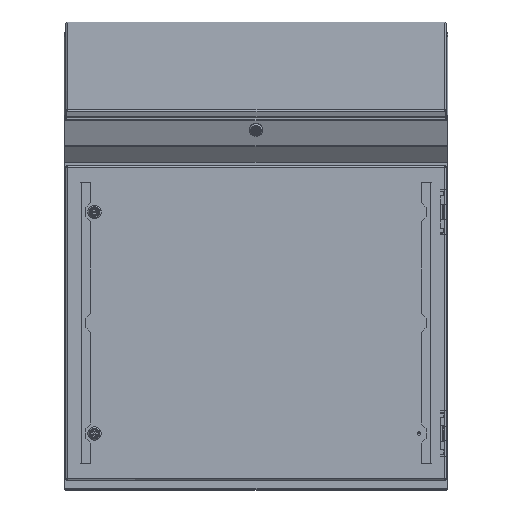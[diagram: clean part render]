
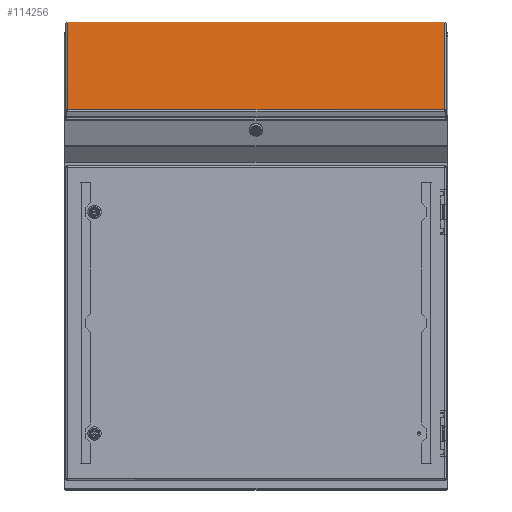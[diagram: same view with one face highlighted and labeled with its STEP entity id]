
A CAD part, top view. The second image highlights one B-rep face of the part: STEP entity #114256.
In plain terms, the highlighted face is planar.
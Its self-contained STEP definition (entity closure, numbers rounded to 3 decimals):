
#1270 = LINE ( 'NONE', #95159, #8404 ) ;
#3730 = AXIS2_PLACEMENT_3D ( 'NONE', #40818, #5904, #88191 ) ;
#5056 = CARTESIAN_POINT ( 'NONE',  ( 393., 0., -255.5 ) ) ;
#5416 = VERTEX_POINT ( 'NONE', #111262 ) ;
#5904 = DIRECTION ( 'NONE',  ( 0., -1., 0. ) ) ;
#6016 = DIRECTION ( 'NONE',  ( 1., 0., 0. ) ) ;
#6827 = LINE ( 'NONE', #81709, #104929 ) ;
#8404 = VECTOR ( 'NONE', #67711, 1000. ) ;
#22210 = VECTOR ( 'NONE', #85098, 1000. ) ;
#23849 = CARTESIAN_POINT ( 'NONE',  ( -394.646, 0., 255.5 ) ) ;
#34729 = FACE_OUTER_BOUND ( 'NONE', #76122, .T. ) ;
#40185 = ORIENTED_EDGE ( 'NONE', *, *, #104156, .T. ) ;
#40818 = CARTESIAN_POINT ( 'NONE',  ( 397., 0., -259.5 ) ) ;
#45390 = DIRECTION ( 'NONE',  ( 0., 0., 1. ) ) ;
#46262 = ORIENTED_EDGE ( 'NONE', *, *, #69277, .T. ) ;
#51585 = ORIENTED_EDGE ( 'NONE', *, *, #86956, .T. ) ;
#57628 = CARTESIAN_POINT ( 'NONE',  ( 393., 0., -255.5 ) ) ;
#58012 = VERTEX_POINT ( 'NONE', #64527 ) ;
#64527 = CARTESIAN_POINT ( 'NONE',  ( 393., 0., 255.5 ) ) ;
#67711 = DIRECTION ( 'NONE',  ( 0., 0., -1. ) ) ;
#68689 = PLANE ( 'NONE',  #3730 ) ;
#69277 = EDGE_CURVE ( 'NONE', #5416, #111336, #6827, .T. ) ;
#70594 = LINE ( 'NONE', #57628, #22210 ) ;
#76122 = EDGE_LOOP ( 'NONE', ( #40185, #46262, #116681, #51585 ) ) ;
#77752 = CARTESIAN_POINT ( 'NONE',  ( -393., 0., 255.5 ) ) ;
#81709 = CARTESIAN_POINT ( 'NONE',  ( -393., 0., -259.5 ) ) ;
#85098 = DIRECTION ( 'NONE',  ( -1., 0., 0. ) ) ;
#86956 = EDGE_CURVE ( 'NONE', #58012, #108981, #1270, .T. ) ;
#88191 = DIRECTION ( 'NONE',  ( 0., 0., -1. ) ) ;
#94147 = VECTOR ( 'NONE', #6016, 1000. ) ;
#95159 = CARTESIAN_POINT ( 'NONE',  ( 393., 0., 257.146 ) ) ;
#97530 = EDGE_CURVE ( 'NONE', #111336, #58012, #98389, .T. ) ;
#98389 = LINE ( 'NONE', #23849, #94147 ) ;
#104156 = EDGE_CURVE ( 'NONE', #108981, #5416, #70594, .T. ) ;
#104929 = VECTOR ( 'NONE', #45390, 1000. ) ;
#108981 = VERTEX_POINT ( 'NONE', #5056 ) ;
#111262 = CARTESIAN_POINT ( 'NONE',  ( -393., 0., -255.5 ) ) ;
#111336 = VERTEX_POINT ( 'NONE', #77752 ) ;
#114256 = ADVANCED_FACE ( 'NONE', ( #34729 ), #68689, .F. ) ;
#116681 = ORIENTED_EDGE ( 'NONE', *, *, #97530, .T. ) ;
